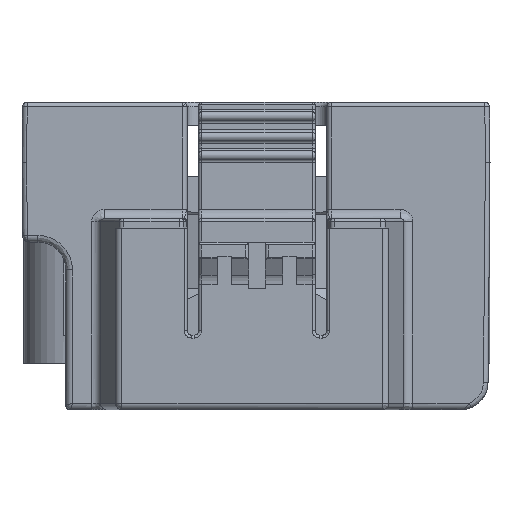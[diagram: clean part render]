
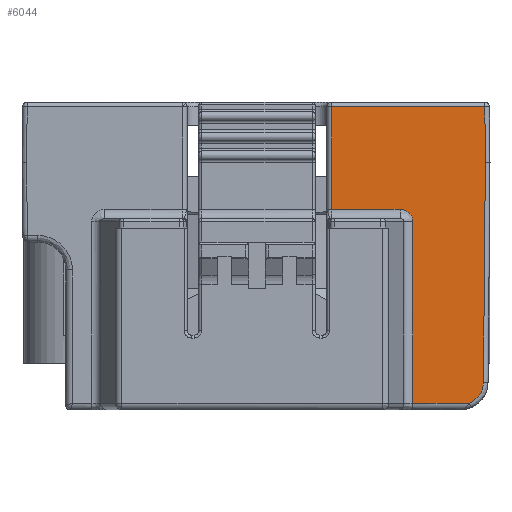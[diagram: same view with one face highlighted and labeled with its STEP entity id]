
A CAD part, left-side view. The second image highlights one B-rep face of the part: STEP entity #6044.
In plain terms, the highlighted planar face has unit normal (-1, 0, 0).
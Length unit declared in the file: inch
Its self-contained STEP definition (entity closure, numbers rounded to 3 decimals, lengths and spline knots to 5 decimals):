
#360 = CARTESIAN_POINT ( 'NONE',  ( -1.10234, -0.65927, -0.46722 ) ) ;
#742 = CARTESIAN_POINT ( 'NONE',  ( -1.10234, -0.62164, -0.45276 ) ) ;
#793 = CARTESIAN_POINT ( 'NONE',  ( -1.10234, -0.67559, -0.49213 ) ) ;
#1306 = CARTESIAN_POINT ( 'NONE',  ( -1.10234, -0.62164, -0.45276 ) ) ;
#1739 = CARTESIAN_POINT ( 'NONE',  ( -1.10234, -0.62164, -0.45276 ) ) ;
#2305 = VERTEX_POINT ( 'NONE', #39553 ) ;
#2518 = CARTESIAN_POINT ( 'NONE',  ( -1.10234, -0.91393, -1.27165 ) ) ;
#2684 = EDGE_CURVE ( 'NONE', #41993, #51154, #14751, .T. ) ;
#2698 = EDGE_CURVE ( 'NONE', #26399, #26661, #43718, .T. ) ;
#2703 = CARTESIAN_POINT ( 'NONE',  ( -1.10234, -0.96927, -1.21059 ) ) ;
#2920 = EDGE_CURVE ( 'NONE', #26661, #42717, #40291, .T. ) ;
#3535 = CARTESIAN_POINT ( 'NONE',  ( -1.10234, -0.98186, -0.25591 ) ) ;
#4098 = VECTOR ( 'NONE', #32852, 39.37008 ) ;
#4539 = CARTESIAN_POINT ( 'NONE',  ( -1.10234, -0.62532, -0.45276 ) ) ;
#5885 = CARTESIAN_POINT ( 'NONE',  ( -1.10234, -0.67559, -0.49738 ) ) ;
#6044 = ADVANCED_FACE ( 'NONE', ( #42352 ), #10470, .T. ) ;
#6087 = CARTESIAN_POINT ( 'NONE',  ( -1.10234, -0.636, -0.45457 ) ) ;
#6157 = CARTESIAN_POINT ( 'NONE',  ( -1.10234, -0.97378, -1.18196 ) ) ;
#6314 = CARTESIAN_POINT ( 'NONE',  ( -1.10234, -0.52518, -0.45276 ) ) ;
#6686 = LINE ( 'NONE', #22288, #54140 ) ;
#9760 = CARTESIAN_POINT ( 'NONE',  ( -1.10234, -0.91393, -1.27165 ) ) ;
#10470 = PLANE ( 'NONE',  #37576 ) ;
#11432 = CARTESIAN_POINT ( 'NONE',  ( -1.10234, -0.33225, -0.49213 ) ) ;
#11613 = CARTESIAN_POINT ( 'NONE',  ( -1.10234, -0.93123, -1.26219 ) ) ;
#11803 = CARTESIAN_POINT ( 'NONE',  ( -1.10234, -0.92443, -1.26665 ) ) ;
#12228 = VECTOR ( 'NONE', #33912, 39.37008 ) ;
#12372 = VECTOR ( 'NONE', #55391, 39.37008 ) ;
#13142 = ORIENTED_EDGE ( 'NONE', *, *, #2698, .T. ) ;
#13894 = EDGE_CURVE ( 'NONE', #42717, #17762, #50380, .T. ) ;
#14381 = CARTESIAN_POINT ( 'NONE',  ( -1.10234, -0.65092, -0.4607 ) ) ;
#14404 = EDGE_CURVE ( 'NONE', #26399, #25385, #45384, .T. ) ;
#14575 = CARTESIAN_POINT ( 'NONE',  ( -1.10234, -0.9798, -0.01969 ) ) ;
#14748 = CARTESIAN_POINT ( 'NONE',  ( -1.10234, -0.65517, -0.4638 ) ) ;
#14751 = B_SPLINE_CURVE_WITH_KNOTS ( 'NONE', 3,
 ( #2518, #33453, #11803, #11613, #29091, #15778, #20318, #24363, #15949, #50997, #50813, #54826, #28731, #24738, #2703, #45103, #50634, #24919 ),
 .UNSPECIFIED., .F., .F.,
 ( 4, 1, 1, 2, 2, 2, 1, 1, 2, 2, 4 ),
 ( 0., 0.125, 0.1875, 0.21875, 0.25, 0.5, 0.625, 0.6875, 0.71875, 0.75, 1. ),
 .UNSPECIFIED. ) ;
#15778 = CARTESIAN_POINT ( 'NONE',  ( -1.10234, -0.9359, -1.25871 ) ) ;
#15805 = CARTESIAN_POINT ( 'NONE',  ( -1.10234, -0.5481, -0.01969 ) ) ;
#15949 = CARTESIAN_POINT ( 'NONE',  ( -1.10234, -0.95182, -1.24383 ) ) ;
#17615 = CARTESIAN_POINT ( 'NONE',  ( -1.10234, -0.6711, -0.48346 ) ) ;
#17762 = VERTEX_POINT ( 'NONE', #32396 ) ;
#18751 = CARTESIAN_POINT ( 'NONE',  ( -1.10234, -0.6579, -0.466 ) ) ;
#19619 = CARTESIAN_POINT ( 'NONE',  ( -1.10234, -0.33225, -0.01969 ) ) ;
#20318 = CARTESIAN_POINT ( 'NONE',  ( -1.10234, -0.93679, -1.25801 ) ) ;
#22248 = ORIENTED_EDGE ( 'NONE', *, *, #39506, .T. ) ;
#22288 = CARTESIAN_POINT ( 'NONE',  ( -1.10234, -0.97378, -1.18196 ) ) ;
#23137 = CARTESIAN_POINT ( 'NONE',  ( -1.10234, -1.00155, -1.27165 ) ) ;
#23297 = ORIENTED_EDGE ( 'NONE', *, *, #51440, .T. ) ;
#23334 = CARTESIAN_POINT ( 'NONE',  ( -1.10234, -0.66876, -0.47895 ) ) ;
#23573 = CARTESIAN_POINT ( 'NONE',  ( -1.10234, -0.33225, -0.45276 ) ) ;
#23812 = CARTESIAN_POINT ( 'NONE',  ( -1.10234, -0.33225, -0.01969 ) ) ;
#24363 = CARTESIAN_POINT ( 'NONE',  ( -1.10234, -0.94527, -1.25107 ) ) ;
#24443 = VERTEX_POINT ( 'NONE', #42928 ) ;
#24738 = CARTESIAN_POINT ( 'NONE',  ( -1.10234, -0.96888, -1.21181 ) ) ;
#24919 = CARTESIAN_POINT ( 'NONE',  ( -1.10234, -0.97378, -1.18196 ) ) ;
#25385 = VERTEX_POINT ( 'NONE', #14575 ) ;
#26399 = VERTEX_POINT ( 'NONE', #23812 ) ;
#26661 = VERTEX_POINT ( 'NONE', #39944 ) ;
#27532 = DIRECTION ( 'NONE',  ( 0., -1., 0. ) ) ;
#27534 = CARTESIAN_POINT ( 'NONE',  ( -1.10234, -0.66292, -0.47081 ) ) ;
#28012 = ORIENTED_EDGE ( 'NONE', *, *, #14404, .F. ) ;
#28731 = CARTESIAN_POINT ( 'NONE',  ( -1.10234, -0.96809, -1.21412 ) ) ;
#29091 = CARTESIAN_POINT ( 'NONE',  ( -1.10234, -0.93404, -1.26012 ) ) ;
#30728 = CARTESIAN_POINT ( 'NONE',  ( -1.10234, -0.66615, -0.47467 ) ) ;
#30810 = ORIENTED_EDGE ( 'NONE', *, *, #13894, .T. ) ;
#32061 = CARTESIAN_POINT ( 'NONE',  ( -1.10234, -0.63073, -0.45327 ) ) ;
#32396 = CARTESIAN_POINT ( 'NONE',  ( -1.10234, -0.67559, -0.50394 ) ) ;
#32852 = DIRECTION ( 'NONE',  ( 0., 0., -1. ) ) ;
#33453 = CARTESIAN_POINT ( 'NONE',  ( -1.10234, -0.91823, -1.26982 ) ) ;
#33912 = DIRECTION ( 'NONE',  ( 0., 0.009, 1. ) ) ;
#35361 = LINE ( 'NONE', #3535, #12228 ) ;
#36081 = CARTESIAN_POINT ( 'NONE',  ( -1.10234, -0.63948, -0.45561 ) ) ;
#36266 = CARTESIAN_POINT ( 'NONE',  ( -1.10234, -0.67559, -0.50394 ) ) ;
#36459 = CARTESIAN_POINT ( 'NONE',  ( -1.10234, -0.64124, -0.45623 ) ) ;
#37338 = ORIENTED_EDGE ( 'NONE', *, *, #48526, .T. ) ;
#37540 = CARTESIAN_POINT ( 'NONE',  ( -1.10234, -0.9798, -0.01969 ) ) ;
#37576 = AXIS2_PLACEMENT_3D ( 'NONE', #54046, #44924, #40912 ) ;
#39017 = ORIENTED_EDGE ( 'NONE', *, *, #54843, .T. ) ;
#39506 = EDGE_CURVE ( 'NONE', #17762, #24443, #41521, .T. ) ;
#39553 = CARTESIAN_POINT ( 'NONE',  ( -1.10234, -0.98186, -0.25591 ) ) ;
#39944 = CARTESIAN_POINT ( 'NONE',  ( -1.10234, -0.33225, -0.45276 ) ) ;
#39975 = EDGE_LOOP ( 'NONE', ( #13142, #41618, #30810, #22248, #39017, #53926, #37338, #23297, #28012 ) ) ;
#40007 = DIRECTION ( 'NONE',  ( 0., -0.009, 1. ) ) ;
#40291 = B_SPLINE_CURVE_WITH_KNOTS ( 'NONE', 3,
 ( #23573, #54026, #6314, #1739 ),
 .UNSPECIFIED., .F., .F.,
 ( 4, 4 ),
 ( 0., 1. ),
 .UNSPECIFIED. ) ;
#40473 = CARTESIAN_POINT ( 'NONE',  ( -1.10234, -0.64623, -0.45825 ) ) ;
#40912 = DIRECTION ( 'NONE',  ( 0., 1., 0. ) ) ;
#41294 = VECTOR ( 'NONE', #27532, 39.37008 ) ;
#41521 = LINE ( 'NONE', #793, #4098 ) ;
#41618 = ORIENTED_EDGE ( 'NONE', *, *, #2920, .T. ) ;
#41993 = VERTEX_POINT ( 'NONE', #9760 ) ;
#42352 = FACE_OUTER_BOUND ( 'NONE', #39975, .T. ) ;
#42717 = VERTEX_POINT ( 'NONE', #742 ) ;
#42928 = CARTESIAN_POINT ( 'NONE',  ( -1.10234, -0.67559, -1.27165 ) ) ;
#43699 = CARTESIAN_POINT ( 'NONE',  ( -1.10234, -0.67036, -0.48189 ) ) ;
#43718 = LINE ( 'NONE', #11432, #12372 ) ;
#44675 = LINE ( 'NONE', #23137, #41294 ) ;
#44924 = DIRECTION ( 'NONE',  ( -1., 0., 0. ) ) ;
#45103 = CARTESIAN_POINT ( 'NONE',  ( -1.10234, -0.97231, -1.20052 ) ) ;
#45384 = B_SPLINE_CURVE_WITH_KNOTS ( 'NONE', 3,
 ( #19619, #15805, #46284, #37540 ),
 .UNSPECIFIED., .F., .F.,
 ( 4, 4 ),
 ( 0., 1. ),
 .UNSPECIFIED. ) ;
#46284 = CARTESIAN_POINT ( 'NONE',  ( -1.10234, -0.76395, -0.01969 ) ) ;
#48526 = EDGE_CURVE ( 'NONE', #51154, #2305, #6686, .T. ) ;
#50380 = B_SPLINE_CURVE_WITH_KNOTS ( 'NONE', 3,
 ( #1306, #4539, #32061, #6087, #36081, #36459, #40473, #14381, #14748, #18751, #360, #27534, #30728, #23334, #43699, #17615, #53595, #5885, #36266 ),
 .UNSPECIFIED., .F., .F.,
 ( 4, 1, 2, 2, 1, 2, 2, 1, 2, 2, 4 ),
 ( 0., 0.125, 0.1875, 0.25, 0.375, 0.4375, 0.5, 0.625, 0.6875, 0.75, 1. ),
 .UNSPECIFIED. ) ;
#50634 = CARTESIAN_POINT ( 'NONE',  ( -1.10234, -0.9737, -1.19135 ) ) ;
#50813 = CARTESIAN_POINT ( 'NONE',  ( -1.10234, -0.96351, -1.22536 ) ) ;
#50997 = CARTESIAN_POINT ( 'NONE',  ( -1.10234, -0.95994, -1.23168 ) ) ;
#51154 = VERTEX_POINT ( 'NONE', #6157 ) ;
#51440 = EDGE_CURVE ( 'NONE', #2305, #25385, #35361, .T. ) ;
#53595 = CARTESIAN_POINT ( 'NONE',  ( -1.10234, -0.67431, -0.49106 ) ) ;
#53926 = ORIENTED_EDGE ( 'NONE', *, *, #2684, .T. ) ;
#54026 = CARTESIAN_POINT ( 'NONE',  ( -1.10234, -0.42872, -0.45276 ) ) ;
#54046 = CARTESIAN_POINT ( 'NONE',  ( -1.10234, -1.00155, -0.49213 ) ) ;
#54140 = VECTOR ( 'NONE', #40007, 39.37008 ) ;
#54826 = CARTESIAN_POINT ( 'NONE',  ( -1.10234, -0.96684, -1.21756 ) ) ;
#54843 = EDGE_CURVE ( 'NONE', #24443, #41993, #44675, .T. ) ;
#55391 = DIRECTION ( 'NONE',  ( 0., 0., -1. ) ) ;
